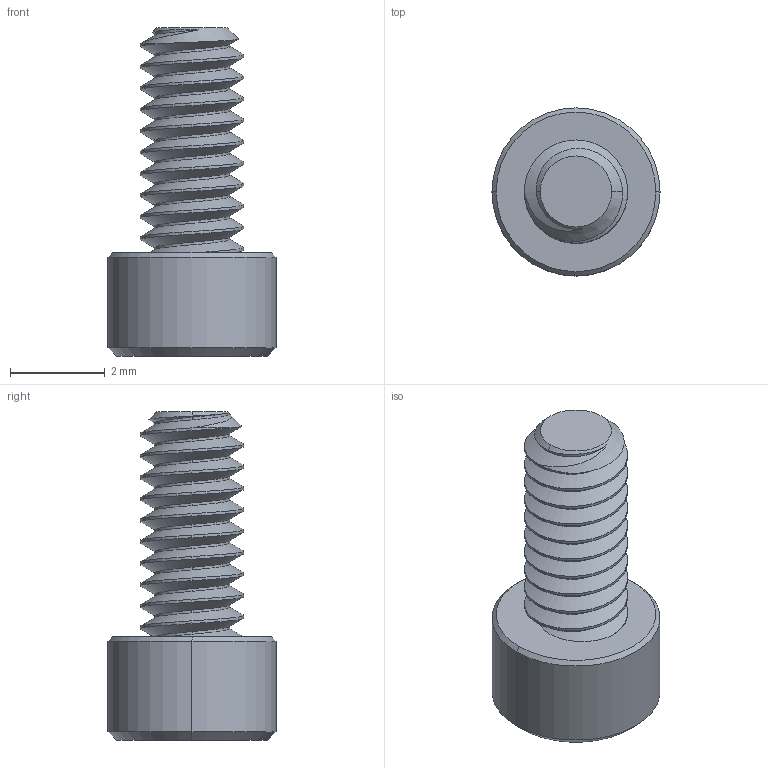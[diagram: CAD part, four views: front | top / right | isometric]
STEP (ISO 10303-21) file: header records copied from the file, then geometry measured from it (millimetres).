
FILE_DESCRIPTION (( 'STEP AP203' ), '1' );
FILE_NAME ('92196A076.step', '2014-02-14T19:15:42', ( '' ), ( '' ), 'SwSTEP 2.0', 'SolidWorks 2010', '' );
FILE_SCHEMA (( 'CONFIG_CONTROL_DESIGN' ));
Length unit declared in the file: inch
Products named in the file (1): 92196A076
Bounding box: 3.56 x 3.56 x 6.95 mm (x, y, z)
Volume: 29.7 mm3; surface area: 100.2 mm2
Topology: 1 solids, 1 shells, 70 faces, 181 edges, 115 vertices
Faces by surface type: cylinder 45, cone 13, plane 10, bspline 2
Entity records: 3215 total; most frequent: CARTESIAN_POINT 1702, ORIENTED_EDGE 362, DIRECTION 242, EDGE_CURVE 181, VERTEX_POINT 115, AXIS2_PLACEMENT_3D 90, EDGE_LOOP 72, FACE_OUTER_BOUND 70
